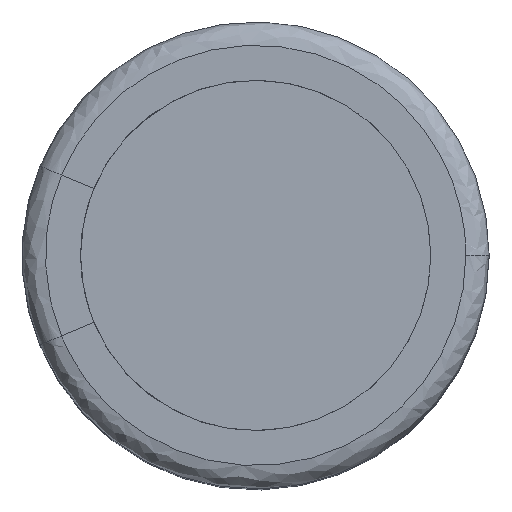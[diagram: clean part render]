
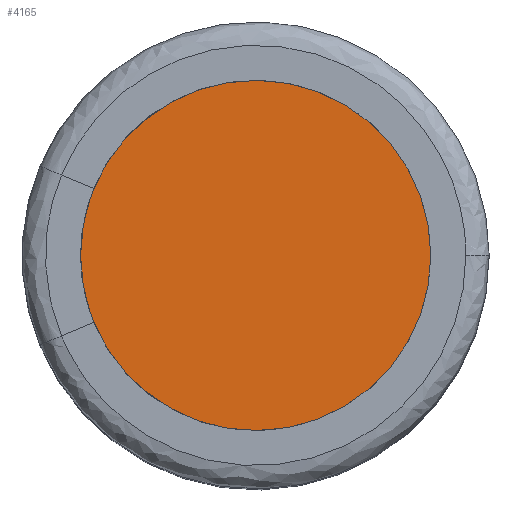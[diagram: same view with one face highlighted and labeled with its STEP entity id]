
A CAD part, top view. The second image highlights one B-rep face of the part: STEP entity #4165.
In plain terms, the highlighted planar face has unit normal (0, 0, 1).
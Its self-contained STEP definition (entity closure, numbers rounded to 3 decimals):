
#1293 = VERTEX_POINT('',#1294);
#1294 = CARTESIAN_POINT('',(3.,0.,11.4));
#1303 = CYLINDRICAL_SURFACE('',#1304,3.);
#1304 = AXIS2_PLACEMENT_3D('',#1305,#1306,#1307);
#1305 = CARTESIAN_POINT('',(0.,0.,11.));
#1306 = DIRECTION('',(0.,0.,1.));
#1307 = DIRECTION('',(1.,0.,0.));
#1315 = CYLINDRICAL_SURFACE('',#1316,3.);
#1316 = AXIS2_PLACEMENT_3D('',#1317,#1318,#1319);
#1317 = CARTESIAN_POINT('',(0.,0.,11.));
#1318 = DIRECTION('',(0.,0.,1.));
#1319 = DIRECTION('',(1.,0.,0.));
#1417 = VERTEX_POINT('',#1418);
#1418 = CARTESIAN_POINT('',(-3.,0.,11.4));
#1439 = EDGE_CURVE('',#1417,#1293,#1440,.T.);
#1440 = SURFACE_CURVE('',#1441,(#1446,#1453),.PCURVE_S1.);
#1441 = CIRCLE('',#1442,3.);
#1442 = AXIS2_PLACEMENT_3D('',#1443,#1444,#1445);
#1443 = CARTESIAN_POINT('',(0.,0.,11.4));
#1444 = DIRECTION('',(0.,0.,1.));
#1445 = DIRECTION('',(1.,0.,0.));
#1446 = PCURVE('',#1303,#1447);
#1447 = DEFINITIONAL_REPRESENTATION('',(#1448),#1452);
#1448 = LINE('',#1449,#1450);
#1449 = CARTESIAN_POINT('',(0.,0.4));
#1450 = VECTOR('',#1451,1.);
#1451 = DIRECTION('',(1.,0.));
#1452 = ( GEOMETRIC_REPRESENTATION_CONTEXT(2) 
PARAMETRIC_REPRESENTATION_CONTEXT() REPRESENTATION_CONTEXT('2D SPACE',''
  ) );
#1453 = PCURVE('',#1454,#1459);
#1454 = PLANE('',#1455);
#1455 = AXIS2_PLACEMENT_3D('',#1456,#1457,#1458);
#1456 = CARTESIAN_POINT('',(0.,0.,11.4
    ));
#1457 = DIRECTION('',(0.,0.,1.));
#1458 = DIRECTION('',(1.,0.,0.));
#1459 = DEFINITIONAL_REPRESENTATION('',(#1460),#1464);
#1460 = CIRCLE('',#1461,3.);
#1461 = AXIS2_PLACEMENT_2D('',#1462,#1463);
#1462 = CARTESIAN_POINT('',(0.,0.));
#1463 = DIRECTION('',(1.,0.));
#1464 = ( GEOMETRIC_REPRESENTATION_CONTEXT(2) 
PARAMETRIC_REPRESENTATION_CONTEXT() REPRESENTATION_CONTEXT('2D SPACE',''
  ) );
#2800 = EDGE_CURVE('',#1293,#1417,#2801,.T.);
#2801 = SURFACE_CURVE('',#2802,(#2807,#2814),.PCURVE_S1.);
#2802 = CIRCLE('',#2803,3.);
#2803 = AXIS2_PLACEMENT_3D('',#2804,#2805,#2806);
#2804 = CARTESIAN_POINT('',(0.,0.,11.4));
#2805 = DIRECTION('',(0.,0.,1.));
#2806 = DIRECTION('',(1.,0.,0.));
#2807 = PCURVE('',#1315,#2808);
#2808 = DEFINITIONAL_REPRESENTATION('',(#2809),#2813);
#2809 = LINE('',#2810,#2811);
#2810 = CARTESIAN_POINT('',(0.,0.4));
#2811 = VECTOR('',#2812,1.);
#2812 = DIRECTION('',(1.,0.));
#2813 = ( GEOMETRIC_REPRESENTATION_CONTEXT(2) 
PARAMETRIC_REPRESENTATION_CONTEXT() REPRESENTATION_CONTEXT('2D SPACE',''
  ) );
#2814 = PCURVE('',#1454,#2815);
#2815 = DEFINITIONAL_REPRESENTATION('',(#2816),#2820);
#2816 = CIRCLE('',#2817,3.);
#2817 = AXIS2_PLACEMENT_2D('',#2818,#2819);
#2818 = CARTESIAN_POINT('',(0.,0.));
#2819 = DIRECTION('',(1.,0.));
#2820 = ( GEOMETRIC_REPRESENTATION_CONTEXT(2) 
PARAMETRIC_REPRESENTATION_CONTEXT() REPRESENTATION_CONTEXT('2D SPACE',''
  ) );
#4165 = ADVANCED_FACE('',(#4166),#1454,.T.);
#4166 = FACE_BOUND('',#4167,.T.);
#4167 = EDGE_LOOP('',(#4168,#4169));
#4168 = ORIENTED_EDGE('',*,*,#2800,.T.);
#4169 = ORIENTED_EDGE('',*,*,#1439,.T.);
